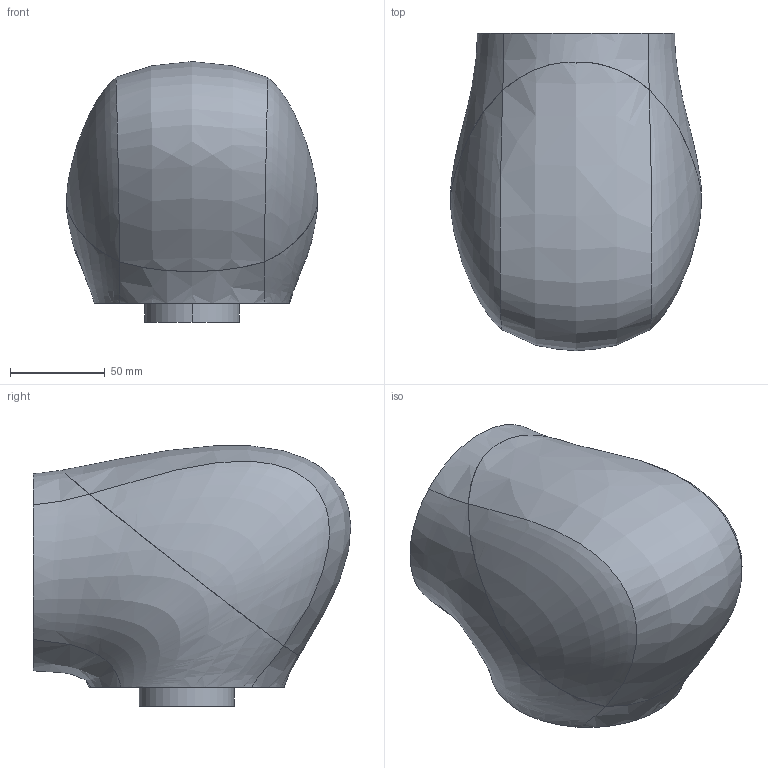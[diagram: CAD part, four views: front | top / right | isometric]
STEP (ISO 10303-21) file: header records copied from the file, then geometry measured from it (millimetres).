
FILE_DESCRIPTION (( 'STEP AP203' ), '1' );
FILE_NAME ('7_Default_sldprt.STEP', '2020-01-09T23:21:01', ( '' ), ( '' ), 'SwSTEP 2.0', 'SolidWorks 2019', '' );
FILE_SCHEMA (( 'CONFIG_CONTROL_DESIGN' ));
Length unit declared in the file: millimetre
Products named in the file (1): 7_Default_sldprt
Bounding box: 132.31 x 167.36 x 137.45 mm (x, y, z)
Volume: 1806354.8 mm3; surface area: 84320.9 mm2
Topology: 1 solids, 1 shells, 43 faces, 109 edges, 70 vertices
Faces by surface type: bspline 30, plane 9, cylinder 4
Entity records: 19845 total; most frequent: CARTESIAN_POINT 18991, ORIENTED_EDGE 218, EDGE_CURVE 109, B_SPLINE_CURVE_WITH_KNOTS 83, VERTEX_POINT 70, DIRECTION 68, EDGE_LOOP 45, FACE_OUTER_BOUND 43
